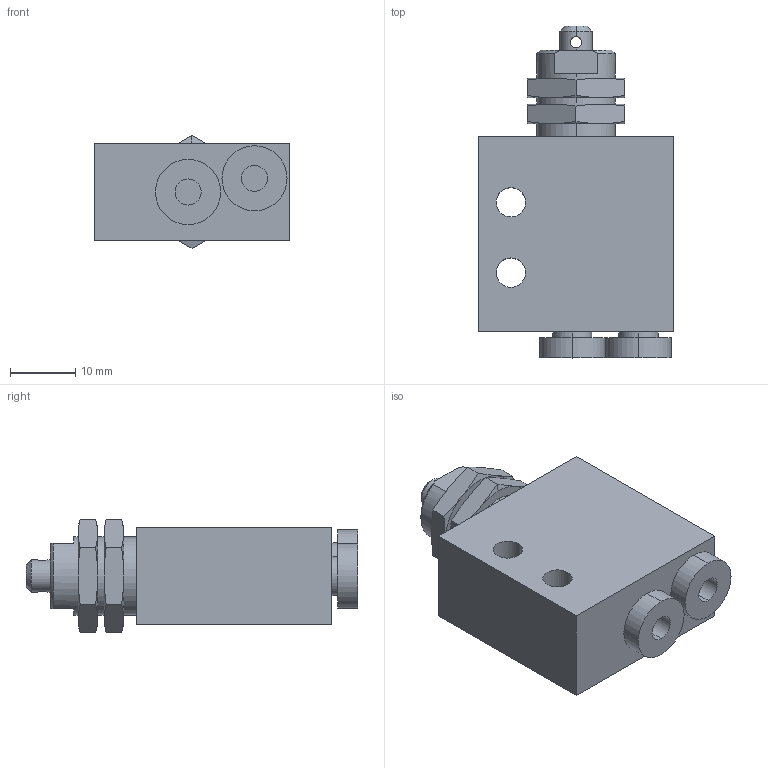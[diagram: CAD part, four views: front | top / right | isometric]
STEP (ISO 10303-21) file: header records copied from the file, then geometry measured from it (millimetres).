
FILE_DESCRIPTION (( 'STEP AP214' ), '1' );
FILE_NAME ('EVP-CA-PL-PNL.step', '2018-03-21T19:07:35', ( '' ), ( '' ), 'SwSTEP 2.0', 'SolidWorks 2017', '' );
FILE_SCHEMA (( 'AUTOMOTIVE_DESIGN' ));
Length unit declared in the file: inch
Products named in the file (1): EVP-CA-PL-PNL
Bounding box: 30 x 51 x 17.32 mm (x, y, z)
Volume: 15429.1 mm3; surface area: 5505.7 mm2
Topology: 1 solids, 1 shells, 97 faces, 220 edges, 137 vertices
Faces by surface type: plane 36, cone 31, cylinder 30
Entity records: 4118 total; most frequent: CARTESIAN_POINT 667, DIRECTION 447, ORIENTED_EDGE 440, EDGE_CURVE 220, AXIS2_PLACEMENT_3D 189, VERTEX_POINT 137, EDGE_LOOP 115, DIMENSIONAL_EXPONENTS 100
